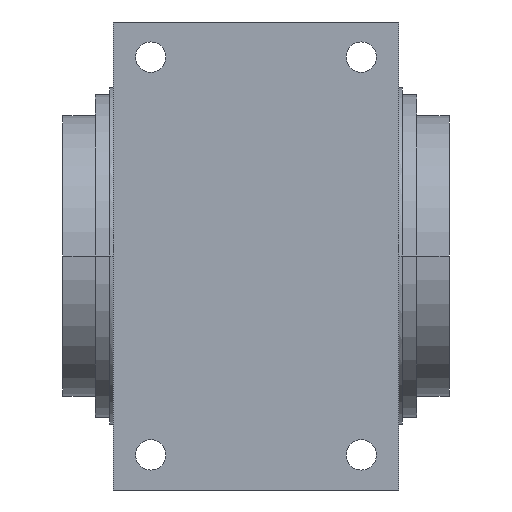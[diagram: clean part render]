
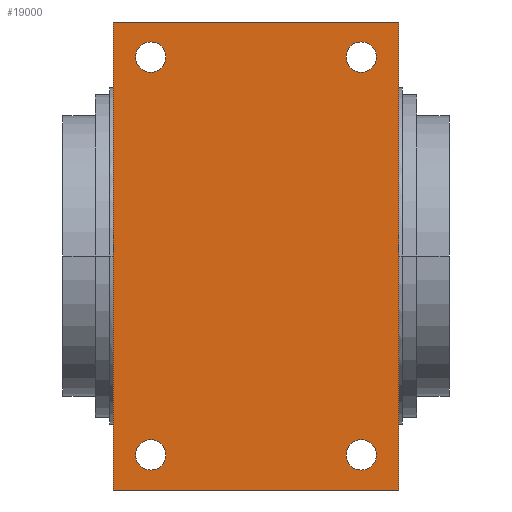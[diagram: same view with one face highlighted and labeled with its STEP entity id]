
A CAD part, front view. The second image highlights one B-rep face of the part: STEP entity #19000.
In plain terms, the highlighted planar face has unit normal (0, -1, 0).
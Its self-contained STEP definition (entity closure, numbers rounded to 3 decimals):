
#166=DIRECTION('',(1.,0.,0.));
#167=VECTOR('',#166,122.);
#168=CARTESIAN_POINT('',(21.5,0.,100.));
#169=LINE('',#168,#167);
#170=DIRECTION('',(-1.,0.,0.));
#171=VECTOR('',#170,122.);
#172=CARTESIAN_POINT('',(143.5,0.,-100.));
#173=LINE('',#172,#171);
#174=DIRECTION('',(0.,0.,1.));
#175=VECTOR('',#174,200.);
#176=CARTESIAN_POINT('',(21.5,0.,-100.));
#177=LINE('',#176,#175);
#178=CARTESIAN_POINT('',(37.5,0.,-85.));
#179=DIRECTION('',(0.,1.,0.));
#180=DIRECTION('',(1.,0.,0.));
#181=AXIS2_PLACEMENT_3D('',#178,#179,#180);
#183=CARTESIAN_POINT('',(37.5,0.,-85.));
#184=DIRECTION('',(0.,1.,0.));
#185=DIRECTION('',(-1.,0.,0.));
#186=AXIS2_PLACEMENT_3D('',#183,#184,#185);
#188=CARTESIAN_POINT('',(37.5,0.,85.));
#189=DIRECTION('',(0.,1.,0.));
#190=DIRECTION('',(1.,0.,0.));
#191=AXIS2_PLACEMENT_3D('',#188,#189,#190);
#193=CARTESIAN_POINT('',(37.5,0.,85.));
#194=DIRECTION('',(0.,1.,0.));
#195=DIRECTION('',(-1.,0.,0.));
#196=AXIS2_PLACEMENT_3D('',#193,#194,#195);
#198=CARTESIAN_POINT('',(127.5,0.,-85.));
#199=DIRECTION('',(0.,1.,0.));
#200=DIRECTION('',(1.,0.,0.));
#201=AXIS2_PLACEMENT_3D('',#198,#199,#200);
#203=CARTESIAN_POINT('',(127.5,0.,-85.));
#204=DIRECTION('',(0.,1.,0.));
#205=DIRECTION('',(-1.,0.,0.));
#206=AXIS2_PLACEMENT_3D('',#203,#204,#205);
#208=CARTESIAN_POINT('',(127.5,0.,85.));
#209=DIRECTION('',(0.,1.,0.));
#210=DIRECTION('',(1.,0.,0.));
#211=AXIS2_PLACEMENT_3D('',#208,#209,#210);
#213=CARTESIAN_POINT('',(127.5,0.,85.));
#214=DIRECTION('',(0.,1.,0.));
#215=DIRECTION('',(-1.,0.,0.));
#216=AXIS2_PLACEMENT_3D('',#213,#214,#215);
#228=DIRECTION('',(0.,0.,1.));
#229=VECTOR('',#228,200.);
#230=CARTESIAN_POINT('',(143.5,0.,-100.));
#231=LINE('',#230,#229);
#18265=CARTESIAN_POINT('',(143.5,0.,-100.));
#18267=VERTEX_POINT('',#18265);
#18270=CARTESIAN_POINT('',(21.5,0.,-100.));
#18272=VERTEX_POINT('',#18270);
#18273=CARTESIAN_POINT('',(143.5,0.,100.));
#18275=VERTEX_POINT('',#18273);
#18278=CARTESIAN_POINT('',(21.5,0.,100.));
#18280=VERTEX_POINT('',#18278);
#18377=CARTESIAN_POINT('',(44.,0.,-85.));
#18378=CARTESIAN_POINT('',(31.,0.,-85.));
#18379=VERTEX_POINT('',#18377);
#18380=VERTEX_POINT('',#18378);
#18385=CARTESIAN_POINT('',(44.,0.,85.));
#18386=CARTESIAN_POINT('',(31.,0.,85.));
#18387=VERTEX_POINT('',#18385);
#18388=VERTEX_POINT('',#18386);
#18393=CARTESIAN_POINT('',(134.,0.,-85.));
#18394=CARTESIAN_POINT('',(121.,0.,-85.));
#18395=VERTEX_POINT('',#18393);
#18396=VERTEX_POINT('',#18394);
#18401=CARTESIAN_POINT('',(134.,0.,85.));
#18402=CARTESIAN_POINT('',(121.,0.,85.));
#18403=VERTEX_POINT('',#18401);
#18404=VERTEX_POINT('',#18402);
#18963=CARTESIAN_POINT('',(57.5,0.,100.));
#18964=DIRECTION('',(0.,-1.,0.));
#18965=DIRECTION('',(0.,0.,-1.));
#18966=AXIS2_PLACEMENT_3D('',#18963,#18964,#18965);
#18967=PLANE('',#18966);
#18968=ORIENTED_EDGE('',*,*,#18868,.T.);
#18970=ORIENTED_EDGE('',*,*,#18969,.F.);
#18971=ORIENTED_EDGE('',*,*,#18951,.T.);
#18973=ORIENTED_EDGE('',*,*,#18972,.T.);
#18974=EDGE_LOOP('',(#18968,#18970,#18971,#18973));
#18975=FACE_OUTER_BOUND('',#18974,.F.);
#18977=ORIENTED_EDGE('',*,*,#18976,.F.);
#18979=ORIENTED_EDGE('',*,*,#18978,.F.);
#18980=EDGE_LOOP('',(#18977,#18979));
#18981=FACE_BOUND('',#18980,.F.);
#18983=ORIENTED_EDGE('',*,*,#18982,.F.);
#18985=ORIENTED_EDGE('',*,*,#18984,.F.);
#18986=EDGE_LOOP('',(#18983,#18985));
#18987=FACE_BOUND('',#18986,.F.);
#18989=ORIENTED_EDGE('',*,*,#18988,.F.);
#18991=ORIENTED_EDGE('',*,*,#18990,.F.);
#18992=EDGE_LOOP('',(#18989,#18991));
#18993=FACE_BOUND('',#18992,.F.);
#18995=ORIENTED_EDGE('',*,*,#18994,.F.);
#18997=ORIENTED_EDGE('',*,*,#18996,.F.);
#18998=EDGE_LOOP('',(#18995,#18997));
#18999=FACE_BOUND('',#18998,.F.);
#19000=ADVANCED_FACE('',(#18975,#18981,#18987,#18993,#18999),#18967,.T.);
#182=CIRCLE('',#181,6.5);
#187=CIRCLE('',#186,6.5);
#192=CIRCLE('',#191,6.5);
#197=CIRCLE('',#196,6.5);
#202=CIRCLE('',#201,6.5);
#207=CIRCLE('',#206,6.5);
#212=CIRCLE('',#211,6.5);
#217=CIRCLE('',#216,6.5);
#18868=EDGE_CURVE('',#18280,#18275,#169,.T.);
#18951=EDGE_CURVE('',#18267,#18272,#173,.T.);
#18969=EDGE_CURVE('',#18267,#18275,#231,.T.);
#18972=EDGE_CURVE('',#18272,#18280,#177,.T.);
#18976=EDGE_CURVE('',#18379,#18380,#182,.T.);
#18978=EDGE_CURVE('',#18380,#18379,#187,.T.);
#18982=EDGE_CURVE('',#18387,#18388,#192,.T.);
#18984=EDGE_CURVE('',#18388,#18387,#197,.T.);
#18988=EDGE_CURVE('',#18395,#18396,#202,.T.);
#18990=EDGE_CURVE('',#18396,#18395,#207,.T.);
#18994=EDGE_CURVE('',#18403,#18404,#212,.T.);
#18996=EDGE_CURVE('',#18404,#18403,#217,.T.);
